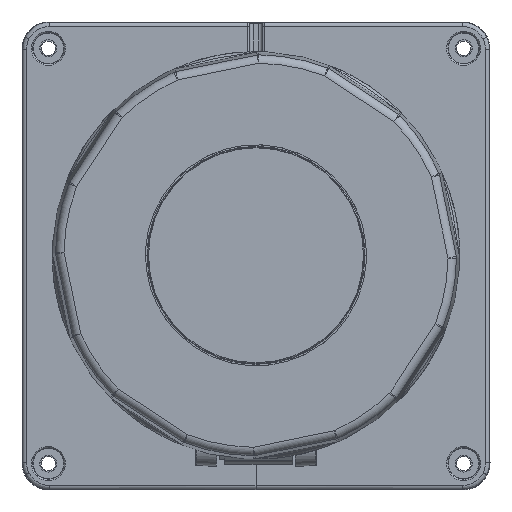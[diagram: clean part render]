
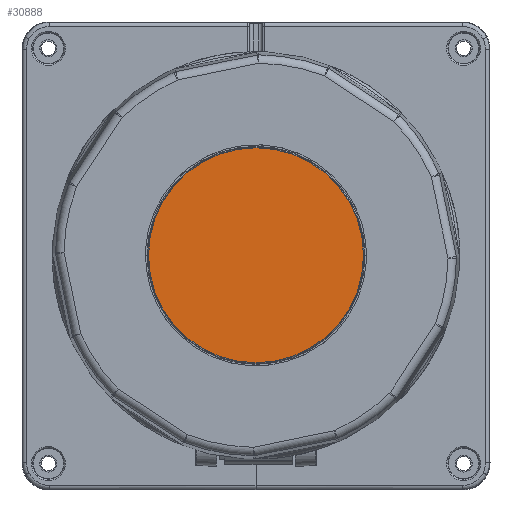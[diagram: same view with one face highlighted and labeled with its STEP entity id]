
A CAD part, top view. The second image highlights one B-rep face of the part: STEP entity #30888.
In plain terms, the highlighted planar face has unit normal (0, 0, 1).
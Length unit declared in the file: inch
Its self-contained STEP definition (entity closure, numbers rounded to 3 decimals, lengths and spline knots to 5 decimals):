
#5066 = CARTESIAN_POINT ( 'NONE',  ( 0.95278, 2.93571, 8.3637 ) ) ;
#17459 = ORIENTED_EDGE ( 'NONE', *, *, #87951, .T. ) ;
#19872 = DIRECTION ( 'NONE',  ( 0., 0., 1. ) ) ;
#20813 = EDGE_LOOP ( 'NONE', ( #17459, #116824 ) ) ;
#24735 = CARTESIAN_POINT ( 'NONE',  ( 0.95278, 5.46277, 8.3637 ) ) ;
#25758 = CARTESIAN_POINT ( 'NONE',  ( 0.95278, 4.19924, 8.3637 ) ) ;
#30888 = ADVANCED_FACE ( 'NONE', ( #47619 ), #114361, .T. ) ;
#34064 = AXIS2_PLACEMENT_3D ( 'NONE', #97330, #19872, #58255 ) ;
#37674 = DIRECTION ( 'NONE',  ( 0., 0., 1. ) ) ;
#42159 = AXIS2_PLACEMENT_3D ( 'NONE', #25758, #75451, #103211 ) ;
#47619 = FACE_OUTER_BOUND ( 'NONE', #20813, .T. ) ;
#58255 = DIRECTION ( 'NONE',  ( 0., 1., 0. ) ) ;
#64682 = EDGE_CURVE ( 'NONE', #77781, #68771, #104560, .T. ) ;
#68771 = VERTEX_POINT ( 'NONE', #24735 ) ;
#75451 = DIRECTION ( 'NONE',  ( 0., 0., 1. ) ) ;
#76094 = DIRECTION ( 'NONE',  ( 0., 1., 0. ) ) ;
#77781 = VERTEX_POINT ( 'NONE', #5066 ) ;
#87951 = EDGE_CURVE ( 'NONE', #68771, #77781, #105375, .T. ) ;
#97330 = CARTESIAN_POINT ( 'NONE',  ( 0.95278, 4.19924, 8.3637 ) ) ;
#103211 = DIRECTION ( 'NONE',  ( 0., 1., 0. ) ) ;
#104560 = CIRCLE ( 'NONE', #42159, 1.26353 ) ;
#105375 = CIRCLE ( 'NONE', #121477, 1.26353 ) ;
#114361 = PLANE ( 'NONE',  #34064 ) ;
#116824 = ORIENTED_EDGE ( 'NONE', *, *, #64682, .T. ) ;
#121477 = AXIS2_PLACEMENT_3D ( 'NONE', #124025, #37674, #76094 ) ;
#124025 = CARTESIAN_POINT ( 'NONE',  ( 0.95278, 4.19924, 8.3637 ) ) ;
